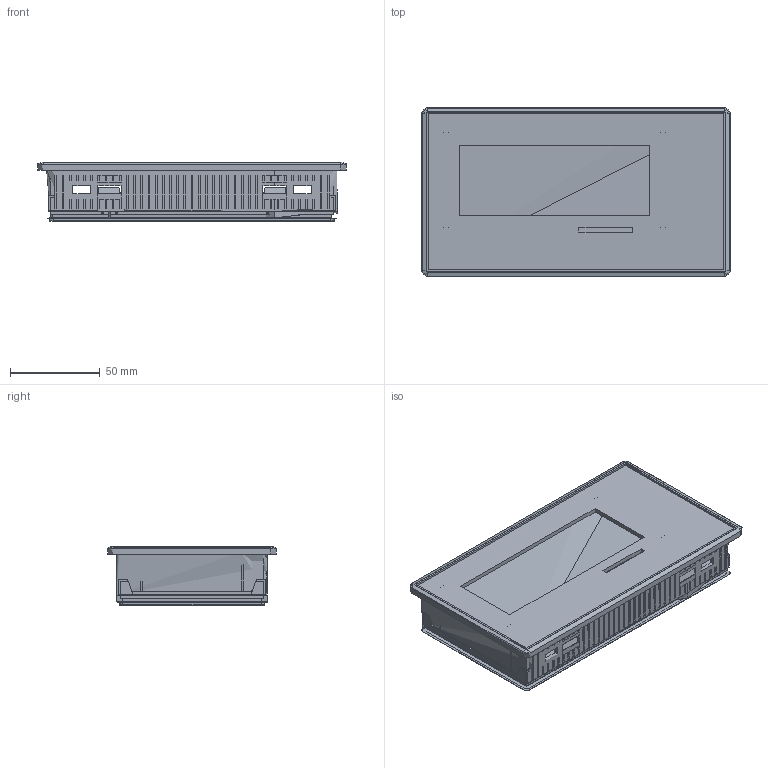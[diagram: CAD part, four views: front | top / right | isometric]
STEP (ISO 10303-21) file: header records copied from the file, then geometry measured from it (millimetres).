
FILE_DESCRIPTION(/* description */ (''),/* implementation_level */ '2;1');
FILE_NAME(/* name */ 'OP320-~1',/* time_stamp */ '2020-12-25T15:33:31+08:00',/* author */ (''),/* organization */ (''),/* preprocessor_version */ 'ST-DEVELOPER v15',/* originating_system */ '',/* authorisation */ '');
FILE_SCHEMA (('AUTOMOTIVE_DESIGN'));
Length unit declared in the file: millimetre
Products named in the file (1): Document
Bounding box: 172 x 94 x 33.15 mm (x, y, z)
Topology: 0 solids, 7 shells, 1579 faces, 4202 edges, 2606 vertices
Faces by surface type: plane 1348, bspline 231
Entity records: 60979 total; most frequent: CARTESIAN_POINT 33629, ORIENTED_EDGE 8220, EDGE_CURVE 4220, B_SPLINE_CURVE_WITH_KNOTS 3113, VERTEX_POINT 2607, EDGE_LOOP 1757, ADVANCED_FACE 1578, FACE_OUTER_BOUND 1578
